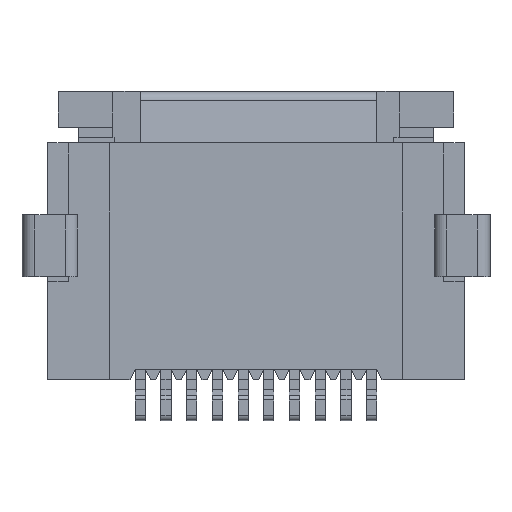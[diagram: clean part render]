
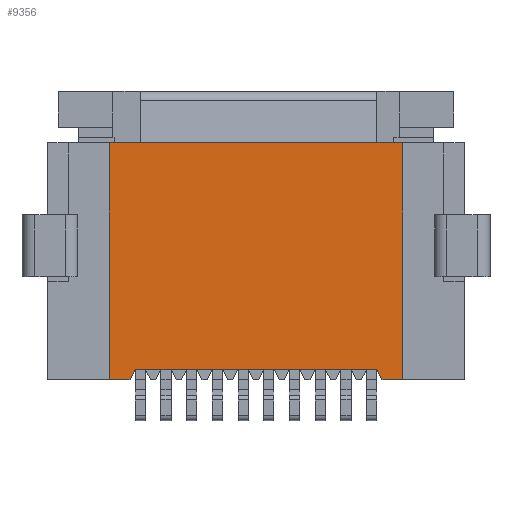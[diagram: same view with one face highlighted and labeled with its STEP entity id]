
A CAD part, top view. The second image highlights one B-rep face of the part: STEP entity #9356.
In plain terms, the highlighted planar face has unit normal (0, 0, 1).
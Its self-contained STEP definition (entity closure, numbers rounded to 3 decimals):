
#686=FACE_OUTER_BOUND('',#1152,.T.);
#1152=EDGE_LOOP('',(#8319,#8320,#8321,#8322,#8323,#8324,#8325,#8326,#8327));
#1322=LINE('',#12803,#2520);
#1517=LINE('',#13240,#2715);
#1599=LINE('',#13416,#2797);
#1676=LINE('',#13580,#2874);
#1762=LINE('',#13757,#2960);
#1771=LINE('',#13775,#2969);
#1813=LINE('',#13869,#3011);
#2048=LINE('',#14372,#3246);
#2121=LINE('',#14540,#3319);
#2520=VECTOR('',#10272,1.);
#2715=VECTOR('',#10637,1.);
#2797=VECTOR('',#10797,1.);
#2874=VECTOR('',#10980,1.);
#2960=VECTOR('',#11152,1.);
#2969=VECTOR('',#11167,1.);
#3011=VECTOR('',#11225,1.);
#3246=VECTOR('',#11638,1.);
#3319=VECTOR('',#11829,1.);
#3713=VERTEX_POINT('',#12800);
#3714=VERTEX_POINT('',#12802);
#3870=VERTEX_POINT('',#13237);
#3871=VERTEX_POINT('',#13239);
#3926=VERTEX_POINT('',#13415);
#4008=VERTEX_POINT('',#13755);
#4014=VERTEX_POINT('',#13773);
#4058=VERTEX_POINT('',#13868);
#4237=VERTEX_POINT('',#14371);
#4620=EDGE_CURVE('',#3713,#3714,#1322,.T.);
#4839=EDGE_CURVE('',#3871,#3870,#1517,.T.);
#4931=EDGE_CURVE('',#3714,#3926,#1599,.T.);
#5017=EDGE_CURVE('',#3926,#3870,#1676,.T.);
#5106=EDGE_CURVE('',#4008,#3713,#1762,.T.);
#5115=EDGE_CURVE('',#4008,#4014,#1771,.T.);
#5162=EDGE_CURVE('',#3871,#4058,#1813,.T.);
#5416=EDGE_CURVE('',#4058,#4237,#2048,.T.);
#5500=EDGE_CURVE('',#4014,#4237,#2121,.T.);
#8319=ORIENTED_EDGE('',*,*,#4839,.T.);
#8320=ORIENTED_EDGE('',*,*,#5017,.F.);
#8321=ORIENTED_EDGE('',*,*,#4931,.F.);
#8322=ORIENTED_EDGE('',*,*,#4620,.F.);
#8323=ORIENTED_EDGE('',*,*,#5106,.F.);
#8324=ORIENTED_EDGE('',*,*,#5115,.T.);
#8325=ORIENTED_EDGE('',*,*,#5500,.T.);
#8326=ORIENTED_EDGE('',*,*,#5416,.F.);
#8327=ORIENTED_EDGE('',*,*,#5162,.F.);
#8898=PLANE('',#9979);
#9356=ADVANCED_FACE('',(#686),#8898,.T.);
#9979=AXIS2_PLACEMENT_3D('',#15022,#12311,#12312);
#10272=DIRECTION('',(0.,-1.,0.));
#10637=DIRECTION('',(0.,-1.,0.));
#10797=DIRECTION('',(-1.,0.,0.));
#10980=DIRECTION('',(-0.456,0.89,0.));
#11152=DIRECTION('',(1.,0.,0.));
#11167=DIRECTION('',(0.,-1.,0.));
#11225=DIRECTION('',(-1.,0.,0.));
#11638=DIRECTION('',(-0.456,-0.89,0.));
#11829=DIRECTION('',(1.,0.,0.));
#12311=DIRECTION('center_axis',(0.,0.,1.));
#12312=DIRECTION('ref_axis',(0.,-1.,0.));
#12800=CARTESIAN_POINT('',(-237.15,10.487,30.15));
#12802=CARTESIAN_POINT('',(-237.15,5.887,30.15));
#12803=CARTESIAN_POINT('',(-237.15,10.487,30.15));
#13237=CARTESIAN_POINT('',(-237.65,6.082,30.15));
#13239=CARTESIAN_POINT('',(-237.65,6.087,30.15));
#13240=CARTESIAN_POINT('',(-237.65,10.487,30.15));
#13415=CARTESIAN_POINT('',(-237.55,5.887,30.15));
#13416=CARTESIAN_POINT('',(-236.103,5.887,30.15));
#13580=CARTESIAN_POINT('',(-239.39,9.478,30.15));
#13755=CARTESIAN_POINT('',(-242.85,10.487,30.15));
#13757=CARTESIAN_POINT('',(-229.883,10.487,30.15));
#13773=CARTESIAN_POINT('',(-242.85,5.887,30.15));
#13775=CARTESIAN_POINT('',(-242.85,10.487,30.15));
#13868=CARTESIAN_POINT('',(-242.348,6.087,30.15));
#13869=CARTESIAN_POINT('',(-223.153,6.087,30.15));
#14371=CARTESIAN_POINT('',(-242.45,5.887,30.15));
#14372=CARTESIAN_POINT('',(-240.61,9.478,30.15));
#14540=CARTESIAN_POINT('',(-243.898,5.887,30.15));
#15022=CARTESIAN_POINT('Origin',(-216.153,6.137,30.15));
